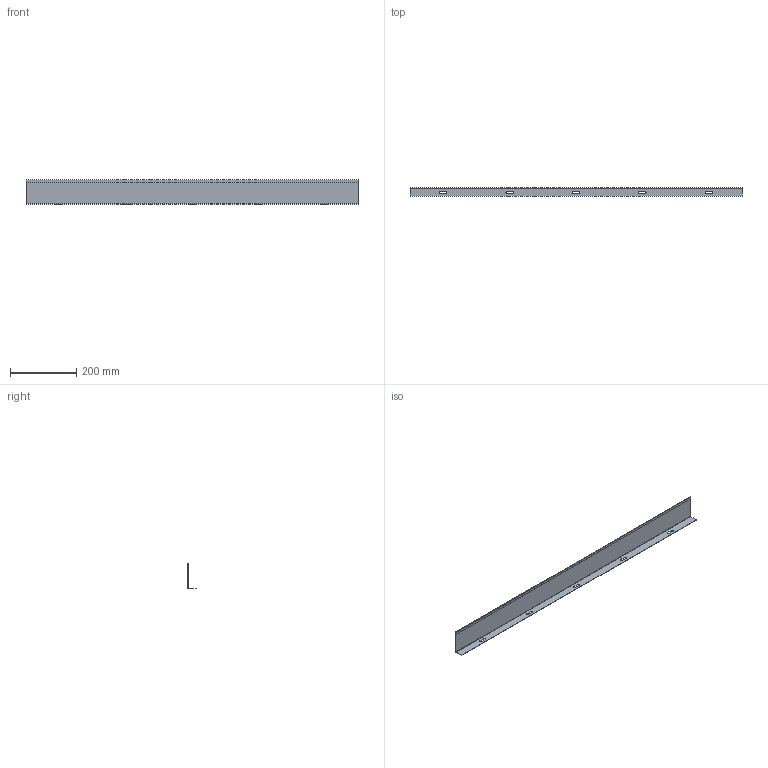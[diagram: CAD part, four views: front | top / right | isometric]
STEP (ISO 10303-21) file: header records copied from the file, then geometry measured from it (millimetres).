
FILE_DESCRIPTION (( 'STEP AP214' ), '1' );
FILE_NAME ('LC-DVR100-1000_3D.step', '2023-05-09T16:28:31', ( '' ), ( '' ), 'SwSTEP 2.0', 'SolidWorks 2022', '' );
FILE_SCHEMA (( 'AUTOMOTIVE_DESIGN' ));
Length unit declared in the file: millimetre
Products named in the file (1): LC-DVR100-1000_3D
Bounding box: 1000 x 25 x 74.98 mm (x, y, z)
Volume: 105509.8 mm3; surface area: 213490.3 mm2
Topology: 1 solids, 1 shells, 47 faces, 119 edges, 74 vertices
Faces by surface type: plane 28, cylinder 19
Entity records: 1457 total; most frequent: DIRECTION 253, CARTESIAN_POINT 241, ORIENTED_EDGE 238, EDGE_CURVE 119, AXIS2_PLACEMENT_3D 86, LINE 81, VECTOR 81, VERTEX_POINT 74
